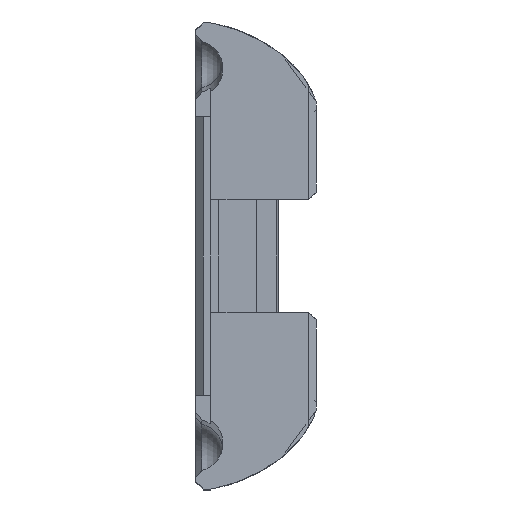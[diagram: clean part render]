
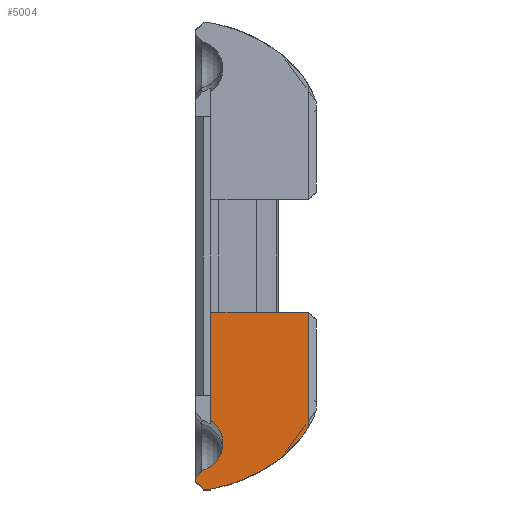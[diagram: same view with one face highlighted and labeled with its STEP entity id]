
A CAD part, left-side view. The second image highlights one B-rep face of the part: STEP entity #5004.
In plain terms, the highlighted planar face has unit normal (-1, 0, 0).
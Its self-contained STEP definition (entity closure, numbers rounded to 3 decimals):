
#65 = EDGE_CURVE ( 'NONE', #7218, #4647, #4145, .T. ) ;
#108 = CARTESIAN_POINT ( 'NONE',  ( -79.5, -1., -10.924 ) ) ;
#274 = LINE ( 'NONE', #5242, #2000 ) ;
#661 = EDGE_CURVE ( 'NONE', #1337, #4165, #7711, .T. ) ;
#825 = PLANE ( 'NONE',  #7208 ) ;
#893 = EDGE_CURVE ( 'NONE', #2620, #3482, #274, .T. ) ;
#894 = ORIENTED_EDGE ( 'NONE', *, *, #971, .F. ) ;
#931 = DIRECTION ( 'NONE',  ( 0., 0.616, -0.787 ) ) ;
#950 = CARTESIAN_POINT ( 'NONE',  ( -79.5, -0.5, -15.5 ) ) ;
#971 = EDGE_CURVE ( 'NONE', #7220, #7218, #5122, .T. ) ;
#1048 = CARTESIAN_POINT ( 'NONE',  ( -79.5, 0.352, -15.206 ) ) ;
#1193 = DIRECTION ( 'NONE',  ( 0., -0.707, -0.707 ) ) ;
#1323 = LINE ( 'NONE', #7567, #6562 ) ;
#1337 = VERTEX_POINT ( 'NONE', #7643 ) ;
#1394 = CARTESIAN_POINT ( 'NONE',  ( -79.5, -0.391, -14.256 ) ) ;
#1575 = DIRECTION ( 'NONE',  ( 0., 1., 0. ) ) ;
#1576 = VECTOR ( 'NONE', #6578, 1000. ) ;
#1650 = VERTEX_POINT ( 'NONE', #6462 ) ;
#1949 = ORIENTED_EDGE ( 'NONE', *, *, #65, .F. ) ;
#1975 = ORIENTED_EDGE ( 'NONE', *, *, #4277, .T. ) ;
#2000 = VECTOR ( 'NONE', #1575, 1000. ) ;
#2028 = EDGE_CURVE ( 'NONE', #7422, #3482, #5557, .T. ) ;
#2285 = CARTESIAN_POINT ( 'NONE',  ( -79.5, -1., -15.5 ) ) ;
#2499 = VECTOR ( 'NONE', #931, 1000. ) ;
#2613 = CARTESIAN_POINT ( 'NONE',  ( -79.5, -1., -10.25 ) ) ;
#2620 = VERTEX_POINT ( 'NONE', #3006 ) ;
#2939 = VECTOR ( 'NONE', #1193, 1000. ) ;
#3006 = CARTESIAN_POINT ( 'NONE',  ( -79.5, -1., -15.5 ) ) ;
#3134 = FACE_OUTER_BOUND ( 'NONE', #7057, .T. ) ;
#3166 = VECTOR ( 'NONE', #3296, 1000. ) ;
#3172 = EDGE_CURVE ( 'NONE', #2620, #1337, #7519, .T. ) ;
#3296 = DIRECTION ( 'NONE',  ( 0., 0., 1. ) ) ;
#3393 = LINE ( 'NONE', #4120, #1576 ) ;
#3482 = VERTEX_POINT ( 'NONE', #950 ) ;
#3518 = CARTESIAN_POINT ( 'NONE',  ( -79.5, -3.855, -14.995 ) ) ;
#3585 = CARTESIAN_POINT ( 'NONE',  ( -79.5, -1., -3.75 ) ) ;
#3835 = ORIENTED_EDGE ( 'NONE', *, *, #661, .T. ) ;
#3972 = ORIENTED_EDGE ( 'NONE', *, *, #4744, .T. ) ;
#4115 = EDGE_CURVE ( 'NONE', #1650, #7422, #1323, .T. ) ;
#4120 = CARTESIAN_POINT ( 'NONE',  ( -79.5, -8., -3.75 ) ) ;
#4145 = LINE ( 'NONE', #5221, #7077 ) ;
#4165 = VERTEX_POINT ( 'NONE', #6259 ) ;
#4277 = EDGE_CURVE ( 'NONE', #7220, #1650, #7119, .T. ) ;
#4557 = CARTESIAN_POINT ( 'NONE',  ( -79.5, -1., -10.924 ) ) ;
#4593 = CARTESIAN_POINT ( 'NONE',  ( -79.5, -0.391, -14.256 ) ) ;
#4647 = VERTEX_POINT ( 'NONE', #3585 ) ;
#4744 = EDGE_CURVE ( 'NONE', #4165, #4647, #3393, .T. ) ;
#5004 = ADVANCED_FACE ( 'NONE', ( #3134 ), #825, .F. ) ;
#5122 =( BOUNDED_CURVE ( )  B_SPLINE_CURVE ( 3, ( #4593, #5851, #7771, #4557 ),
 .UNSPECIFIED., .F., .F. ) 
 B_SPLINE_CURVE_WITH_KNOTS ( ( 4, 4 ),
 ( 0.219, 2.553 ),
 .UNSPECIFIED. ) 
 CURVE ( )  GEOMETRIC_REPRESENTATION_ITEM ( )  RATIONAL_B_SPLINE_CURVE ( ( 1., 0.595, 0.595, 1. ) ) 
 REPRESENTATION_ITEM ( '' )  );
#5221 = CARTESIAN_POINT ( 'NONE',  ( -79.5, -1., -11.363 ) ) ;
#5242 = CARTESIAN_POINT ( 'NONE',  ( -79.5, -1., -15.5 ) ) ;
#5244 = ORIENTED_EDGE ( 'NONE', *, *, #893, .F. ) ;
#5251 = ORIENTED_EDGE ( 'NONE', *, *, #2028, .T. ) ;
#5261 = CARTESIAN_POINT ( 'NONE',  ( -79.5, -7.5, -3.75 ) ) ;
#5302 = ORIENTED_EDGE ( 'NONE', *, *, #4115, .T. ) ;
#5316 = CARTESIAN_POINT ( 'NONE',  ( -79.5, -7.5, -11.363 ) ) ;
#5557 = LINE ( 'NONE', #6739, #2939 ) ;
#5721 = ORIENTED_EDGE ( 'NONE', *, *, #3172, .T. ) ;
#5851 = CARTESIAN_POINT ( 'NONE',  ( -79.5, -2.2, -13.844 ) ) ;
#6259 = CARTESIAN_POINT ( 'NONE',  ( -79.5, -7.5, -3.75 ) ) ;
#6462 = CARTESIAN_POINT ( 'NONE',  ( -79.5, 0., -14.756 ) ) ;
#6562 = VECTOR ( 'NONE', #6912, 1000. ) ;
#6578 = DIRECTION ( 'NONE',  ( 0., 1., 0. ) ) ;
#6622 = CARTESIAN_POINT ( 'NONE',  ( -79.5, -6.27, -13.458 ) ) ;
#6739 = CARTESIAN_POINT ( 'NONE',  ( -79.5, -0.5, -15.5 ) ) ;
#6912 = DIRECTION ( 'NONE',  ( 0., 0., -1. ) ) ;
#7012 = DIRECTION ( 'NONE',  ( 0., 0., -1. ) ) ;
#7057 = EDGE_LOOP ( 'NONE', ( #1949, #894, #1975, #5302, #5251, #5244, #5721, #3835, #3972 ) ) ;
#7077 = VECTOR ( 'NONE', #7669, 1000. ) ;
#7119 = LINE ( 'NONE', #1048, #2499 ) ;
#7208 = AXIS2_PLACEMENT_3D ( 'NONE', #2613, #7546, #7012 ) ;
#7218 = VERTEX_POINT ( 'NONE', #108 ) ;
#7220 = VERTEX_POINT ( 'NONE', #1394 ) ;
#7312 = CARTESIAN_POINT ( 'NONE',  ( -79.5, 0., -15. ) ) ;
#7422 = VERTEX_POINT ( 'NONE', #7312 ) ;
#7519 =( BOUNDED_CURVE ( )  B_SPLINE_CURVE ( 3, ( #2285, #3518, #6622, #5316 ),
 .UNSPECIFIED., .F., .F. ) 
 B_SPLINE_CURVE_WITH_KNOTS ( ( 4, 4 ),
 ( 4.474, 5.6 ),
 .UNSPECIFIED. ) 
 CURVE ( )  GEOMETRIC_REPRESENTATION_ITEM ( )  RATIONAL_B_SPLINE_CURVE ( ( 1., 0.897, 0.897, 1. ) ) 
 REPRESENTATION_ITEM ( '' )  );
#7546 = DIRECTION ( 'NONE',  ( 1., 0., 0. ) ) ;
#7567 = CARTESIAN_POINT ( 'NONE',  ( -79.5, 0., -10.25 ) ) ;
#7643 = CARTESIAN_POINT ( 'NONE',  ( -79.5, -7.5, -11.363 ) ) ;
#7669 = DIRECTION ( 'NONE',  ( 0., 0., 1. ) ) ;
#7711 = LINE ( 'NONE', #5261, #3166 ) ;
#7771 = CARTESIAN_POINT ( 'NONE',  ( -79.5, -2.541, -11.978 ) ) ;
